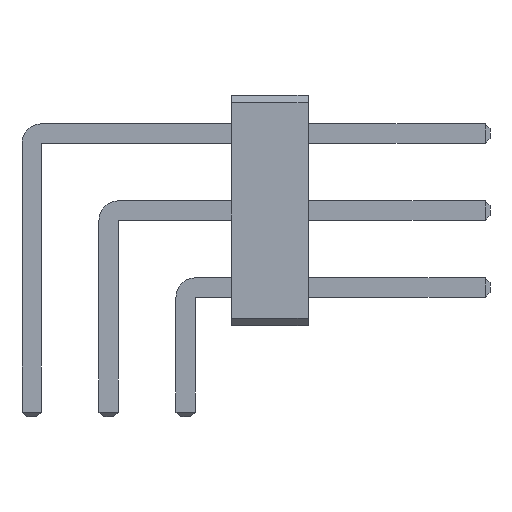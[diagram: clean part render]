
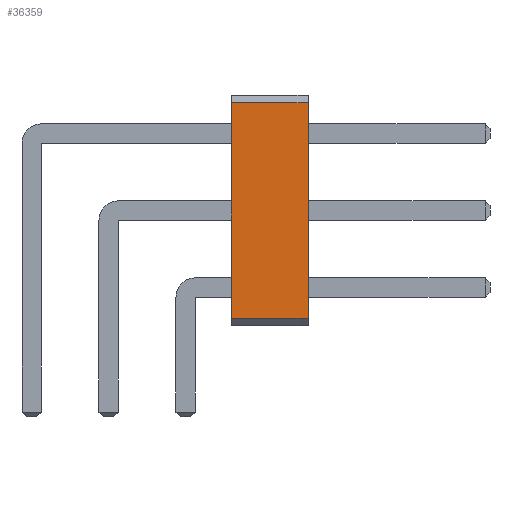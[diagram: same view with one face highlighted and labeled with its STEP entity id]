
A CAD part, front view. The second image highlights one B-rep face of the part: STEP entity #36359.
In plain terms, the highlighted planar face has unit normal (0, -1, 0).
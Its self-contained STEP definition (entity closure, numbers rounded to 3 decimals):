
#36359 = ADVANCED_FACE('',(#36360),#36394,.T.);
#36360 = FACE_BOUND('',#36361,.T.);
#36361 = EDGE_LOOP('',(#36362,#36372,#36380,#36388));
#36362 = ORIENTED_EDGE('',*,*,#36363,.T.);
#36363 = EDGE_CURVE('',#36364,#36366,#36368,.T.);
#36364 = VERTEX_POINT('',#36365);
#36365 = CARTESIAN_POINT('',(6.58,-46.99,0.254));
#36366 = VERTEX_POINT('',#36367);
#36367 = CARTESIAN_POINT('',(9.12,-46.99,0.254));
#36368 = LINE('',#36369,#36370);
#36369 = CARTESIAN_POINT('',(6.58,-46.99,0.254));
#36370 = VECTOR('',#36371,1.);
#36371 = DIRECTION('',(1.,0.,0.));
#36372 = ORIENTED_EDGE('',*,*,#36373,.T.);
#36373 = EDGE_CURVE('',#36366,#36374,#36376,.T.);
#36374 = VERTEX_POINT('',#36375);
#36375 = CARTESIAN_POINT('',(9.12,-46.99,7.366));
#36376 = LINE('',#36377,#36378);
#36377 = CARTESIAN_POINT('',(9.12,-46.99,0.254));
#36378 = VECTOR('',#36379,1.);
#36379 = DIRECTION('',(0.,0.,1.));
#36380 = ORIENTED_EDGE('',*,*,#36381,.F.);
#36381 = EDGE_CURVE('',#36382,#36374,#36384,.T.);
#36382 = VERTEX_POINT('',#36383);
#36383 = CARTESIAN_POINT('',(6.58,-46.99,7.366));
#36384 = LINE('',#36385,#36386);
#36385 = CARTESIAN_POINT('',(6.58,-46.99,7.366));
#36386 = VECTOR('',#36387,1.);
#36387 = DIRECTION('',(1.,0.,0.));
#36388 = ORIENTED_EDGE('',*,*,#36389,.F.);
#36389 = EDGE_CURVE('',#36364,#36382,#36390,.T.);
#36390 = LINE('',#36391,#36392);
#36391 = CARTESIAN_POINT('',(6.58,-46.99,0.254));
#36392 = VECTOR('',#36393,1.);
#36393 = DIRECTION('',(0.,0.,1.));
#36394 = PLANE('',#36395);
#36395 = AXIS2_PLACEMENT_3D('',#36396,#36397,#36398);
#36396 = CARTESIAN_POINT('',(6.58,-46.99,0.254));
#36397 = DIRECTION('',(0.,-1.,0.));
#36398 = DIRECTION('',(0.,0.,1.));
